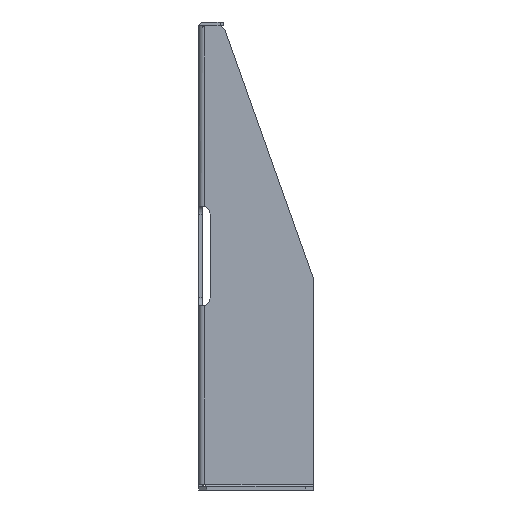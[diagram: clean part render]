
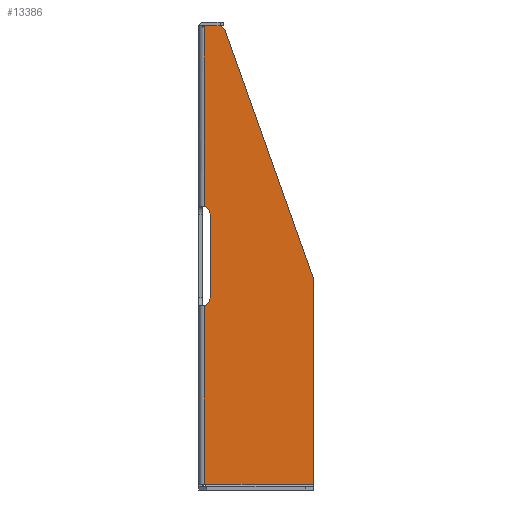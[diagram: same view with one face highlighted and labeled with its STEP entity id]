
A CAD part, left-side view. The second image highlights one B-rep face of the part: STEP entity #13386.
In plain terms, the highlighted planar face has unit normal (-1, 0, 0).
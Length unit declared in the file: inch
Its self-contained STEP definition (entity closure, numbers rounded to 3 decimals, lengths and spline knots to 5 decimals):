
#195 = DIRECTION ( 'NONE',  ( 0., -1., 0. ) ) ;
#319 = DIRECTION ( 'NONE',  ( 1., 0., 0. ) ) ;
#423 = LINE ( 'NONE', #5429, #4612 ) ;
#709 = ORIENTED_EDGE ( 'NONE', *, *, #7244, .F. ) ;
#1038 = VECTOR ( 'NONE', #12207, 39.37008 ) ;
#1043 = LINE ( 'NONE', #3530, #1038 ) ;
#1298 = ORIENTED_EDGE ( 'NONE', *, *, #10965, .F. ) ;
#1392 = DIRECTION ( 'NONE',  ( 0., 0., 1. ) ) ;
#1973 = CARTESIAN_POINT ( 'NONE',  ( -8.75984, -1.34184, -0.33917 ) ) ;
#2056 = VECTOR ( 'NONE', #9446, 39.37008 ) ;
#2121 = EDGE_CURVE ( 'NONE', #12584, #11853, #15681, .T. ) ;
#2241 = CARTESIAN_POINT ( 'NONE',  ( -8.75984, 0.85598, 3.44094 ) ) ;
#2293 = EDGE_CURVE ( 'NONE', #6588, #12584, #1043, .T. ) ;
#2491 = CARTESIAN_POINT ( 'NONE',  ( -8.75984, 0.26816, 3.5 ) ) ;
#2504 = VERTEX_POINT ( 'NONE', #6827 ) ;
#2849 = LINE ( 'NONE', #9159, #10294 ) ;
#2944 = VECTOR ( 'NONE', #2988, 39.37008 ) ;
#2988 = DIRECTION ( 'NONE',  ( 0., -0.335, -0.942 ) ) ;
#3060 = ORIENTED_EDGE ( 'NONE', *, *, #9882, .F. ) ;
#3137 = ORIENTED_EDGE ( 'NONE', *, *, #6819, .T. ) ;
#3321 = CIRCLE ( 'NONE', #3577, 0.125 ) ;
#3490 = AXIS2_PLACEMENT_3D ( 'NONE', #12476, #319, #1392 ) ;
#3509 = ORIENTED_EDGE ( 'NONE', *, *, #9486, .F. ) ;
#3530 = CARTESIAN_POINT ( 'NONE',  ( -8.75984, 0.29016, 3.5 ) ) ;
#3577 = AXIS2_PLACEMENT_3D ( 'NONE', #7621, #14764, #13718 ) ;
#3639 = DIRECTION ( 'NONE',  ( 0., 0., -1. ) ) ;
#3674 = CARTESIAN_POINT ( 'NONE',  ( -8.75984, 0.26816, -3.41417 ) ) ;
#3775 = CARTESIAN_POINT ( 'NONE',  ( -8.75984, 0.29016, 0. ) ) ;
#3779 = LINE ( 'NONE', #2491, #6306 ) ;
#3838 = CARTESIAN_POINT ( 'NONE',  ( -8.75984, 0.26816, -3.41378 ) ) ;
#4454 = ORIENTED_EDGE ( 'NONE', *, *, #2293, .F. ) ;
#4612 = VECTOR ( 'NONE', #6721, 39.37008 ) ;
#4714 = ORIENTED_EDGE ( 'NONE', *, *, #13274, .F. ) ;
#5063 = DIRECTION ( 'NONE',  ( 0., 0., -1. ) ) ;
#5068 = EDGE_LOOP ( 'NONE', ( #3137, #14359, #9698, #709, #3509, #13153, #10481, #3060, #4714, #8392, #1298, #12744, #4454 ) ) ;
#5179 = VERTEX_POINT ( 'NONE', #6347 ) ;
#5425 = DIRECTION ( 'NONE',  ( 0., 0., 1. ) ) ;
#5429 = CARTESIAN_POINT ( 'NONE',  ( -8.75984, 0.26816, -3.41378 ) ) ;
#5506 = VECTOR ( 'NONE', #14869, 39.37008 ) ;
#5559 = CARTESIAN_POINT ( 'NONE',  ( -8.75984, -0.01587, 3.39281 ) ) ;
#5848 = EDGE_CURVE ( 'NONE', #13242, #11207, #15577, .T. ) ;
#5976 = LINE ( 'NONE', #1973, #12038 ) ;
#5990 = VERTEX_POINT ( 'NONE', #6785 ) ;
#6054 = CARTESIAN_POINT ( 'NONE',  ( -8.75984, 0.20467, -0.625 ) ) ;
#6306 = VECTOR ( 'NONE', #5063, 39.37008 ) ;
#6335 = LINE ( 'NONE', #3674, #11085 ) ;
#6347 = CARTESIAN_POINT ( 'NONE',  ( -8.75984, -1.34184, -0.33917 ) ) ;
#6399 = CARTESIAN_POINT ( 'NONE',  ( -8.75984, 0.26816, -3.41417 ) ) ;
#6588 = VERTEX_POINT ( 'NONE', #13020 ) ;
#6617 = EDGE_CURVE ( 'NONE', #5990, #5179, #14081, .T. ) ;
#6721 = DIRECTION ( 'NONE',  ( 0., 1., 0. ) ) ;
#6785 = CARTESIAN_POINT ( 'NONE',  ( -8.75984, -0.01587, 3.39281 ) ) ;
#6819 = EDGE_CURVE ( 'NONE', #6588, #11207, #8797, .T. ) ;
#6827 = CARTESIAN_POINT ( 'NONE',  ( -8.75984, 0.29016, -0.74359 ) ) ;
#6871 = DIRECTION ( 'NONE',  ( 0., -0.82, -0.572 ) ) ;
#7233 = EDGE_CURVE ( 'NONE', #13260, #9787, #6335, .T. ) ;
#7244 = EDGE_CURVE ( 'NONE', #2504, #8983, #3321, .T. ) ;
#7507 = FACE_OUTER_BOUND ( 'NONE', #5068, .T. ) ;
#7593 = DIRECTION ( 'NONE',  ( 0., 0., -1. ) ) ;
#7621 = CARTESIAN_POINT ( 'NONE',  ( -8.75984, 0.32967, -0.625 ) ) ;
#7746 = EDGE_CURVE ( 'NONE', #8983, #13242, #12622, .T. ) ;
#8306 = CARTESIAN_POINT ( 'NONE',  ( -8.75984, 0.29016, 3.44094 ) ) ;
#8392 = ORIENTED_EDGE ( 'NONE', *, *, #6617, .F. ) ;
#8617 = CARTESIAN_POINT ( 'NONE',  ( -8.75984, 0.20467, -0.625 ) ) ;
#8797 = LINE ( 'NONE', #3775, #5506 ) ;
#8821 = PLANE ( 'NONE',  #3490 ) ;
#8983 = VERTEX_POINT ( 'NONE', #8617 ) ;
#9159 = CARTESIAN_POINT ( 'NONE',  ( -8.75984, 0.29016, 3.5 ) ) ;
#9284 = VECTOR ( 'NONE', #11007, 39.37008 ) ;
#9446 = DIRECTION ( 'NONE',  ( 0., -1., 0. ) ) ;
#9468 = CARTESIAN_POINT ( 'NONE',  ( -8.75984, 0.05315, 3.44094 ) ) ;
#9486 = EDGE_CURVE ( 'NONE', #13260, #2504, #2849, .T. ) ;
#9551 = LINE ( 'NONE', #9468, #9836 ) ;
#9613 = AXIS2_PLACEMENT_3D ( 'NONE', #13844, #10038, #7593 ) ;
#9698 = ORIENTED_EDGE ( 'NONE', *, *, #7746, .F. ) ;
#9787 = VERTEX_POINT ( 'NONE', #6399 ) ;
#9836 = VECTOR ( 'NONE', #6871, 39.37008 ) ;
#9882 = EDGE_CURVE ( 'NONE', #15140, #15122, #423, .T. ) ;
#10038 = DIRECTION ( 'NONE',  ( -1., 0., 0. ) ) ;
#10294 = VECTOR ( 'NONE', #5425, 39.37008 ) ;
#10481 = ORIENTED_EDGE ( 'NONE', *, *, #12688, .F. ) ;
#10965 = EDGE_CURVE ( 'NONE', #11853, #5990, #9551, .T. ) ;
#11007 = DIRECTION ( 'NONE',  ( 0., 0., 1. ) ) ;
#11085 = VECTOR ( 'NONE', #195, 39.37008 ) ;
#11207 = VERTEX_POINT ( 'NONE', #13347 ) ;
#11853 = VERTEX_POINT ( 'NONE', #14354 ) ;
#12038 = VECTOR ( 'NONE', #3639, 39.37008 ) ;
#12207 = DIRECTION ( 'NONE',  ( 0., 0., 1. ) ) ;
#12476 = CARTESIAN_POINT ( 'NONE',  ( -8.75984, 0.37598, 3.5 ) ) ;
#12584 = VERTEX_POINT ( 'NONE', #8306 ) ;
#12622 = LINE ( 'NONE', #6054, #9284 ) ;
#12688 = EDGE_CURVE ( 'NONE', #15122, #9787, #3779, .T. ) ;
#12744 = ORIENTED_EDGE ( 'NONE', *, *, #2121, .F. ) ;
#13020 = CARTESIAN_POINT ( 'NONE',  ( -8.75984, 0.29016, 0.74407 ) ) ;
#13153 = ORIENTED_EDGE ( 'NONE', *, *, #7233, .T. ) ;
#13242 = VERTEX_POINT ( 'NONE', #15939 ) ;
#13260 = VERTEX_POINT ( 'NONE', #15864 ) ;
#13274 = EDGE_CURVE ( 'NONE', #5179, #15140, #5976, .T. ) ;
#13347 = CARTESIAN_POINT ( 'NONE',  ( -8.75984, 0.29016, 0.74359 ) ) ;
#13386 = ADVANCED_FACE ( 'NONE', ( #7507 ), #8821, .F. ) ;
#13718 = DIRECTION ( 'NONE',  ( 0., 0., -1. ) ) ;
#13844 = CARTESIAN_POINT ( 'NONE',  ( -8.75984, 0.32967, 0.625 ) ) ;
#14081 = LINE ( 'NONE', #5559, #2944 ) ;
#14201 = CARTESIAN_POINT ( 'NONE',  ( -8.75984, -1.34184, -3.41378 ) ) ;
#14354 = CARTESIAN_POINT ( 'NONE',  ( -8.75984, 0.05315, 3.44094 ) ) ;
#14359 = ORIENTED_EDGE ( 'NONE', *, *, #5848, .F. ) ;
#14764 = DIRECTION ( 'NONE',  ( -1., 0., 0. ) ) ;
#14869 = DIRECTION ( 'NONE',  ( 0., 0., -1. ) ) ;
#15122 = VERTEX_POINT ( 'NONE', #3838 ) ;
#15140 = VERTEX_POINT ( 'NONE', #14201 ) ;
#15577 = CIRCLE ( 'NONE', #9613, 0.125 ) ;
#15681 = LINE ( 'NONE', #2241, #2056 ) ;
#15864 = CARTESIAN_POINT ( 'NONE',  ( -8.75984, 0.29016, -3.41417 ) ) ;
#15939 = CARTESIAN_POINT ( 'NONE',  ( -8.75984, 0.20467, 0.625 ) ) ;
